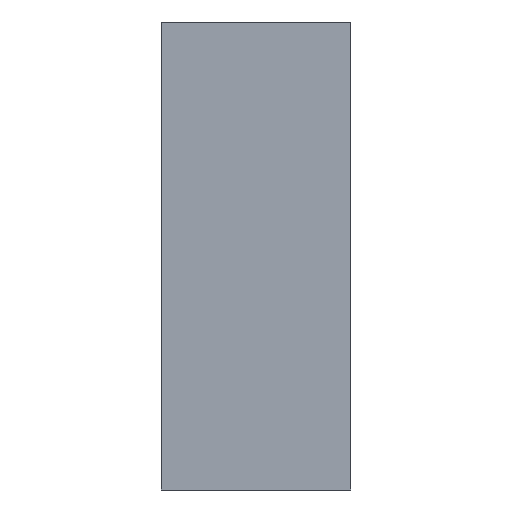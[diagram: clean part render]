
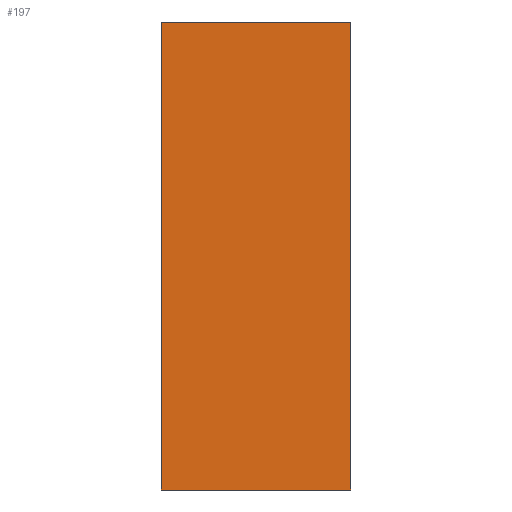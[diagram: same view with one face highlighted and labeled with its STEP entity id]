
A CAD part, left-side view. The second image highlights one B-rep face of the part: STEP entity #197.
In plain terms, the highlighted planar face has unit normal (-1, 0, 0).
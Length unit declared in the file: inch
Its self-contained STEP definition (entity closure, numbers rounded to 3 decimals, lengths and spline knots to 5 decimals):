
#25=PLANE('',#238);
#36=FACE_OUTER_BOUND('',#48,.T.);
#48=EDGE_LOOP('',(#164,#165,#166,#167));
#68=LINE('',#338,#84);
#69=LINE('',#341,#85);
#70=LINE('',#343,#86);
#71=LINE('',#344,#87);
#84=VECTOR('',#284,0.3937);
#85=VECTOR('',#287,0.3937);
#86=VECTOR('',#288,0.3937);
#87=VECTOR('',#289,0.3937);
#110=VERTEX_POINT('',#334);
#111=VERTEX_POINT('',#336);
#112=VERTEX_POINT('',#340);
#113=VERTEX_POINT('',#342);
#132=EDGE_CURVE('',#110,#111,#68,.T.);
#133=EDGE_CURVE('',#110,#112,#69,.T.);
#134=EDGE_CURVE('',#113,#111,#70,.T.);
#135=EDGE_CURVE('',#112,#113,#71,.T.);
#164=ORIENTED_EDGE('',*,*,#133,.F.);
#165=ORIENTED_EDGE('',*,*,#132,.T.);
#166=ORIENTED_EDGE('',*,*,#134,.F.);
#167=ORIENTED_EDGE('',*,*,#135,.F.);
#197=ADVANCED_FACE('',(#36),#25,.T.);
#238=AXIS2_PLACEMENT_3D('',#339,#285,#286);
#284=DIRECTION('',(0.,-1.,0.));
#285=DIRECTION('center_axis',(-1.,0.,0.));
#286=DIRECTION('ref_axis',(0.,0.,-1.));
#287=DIRECTION('',(0.,0.,1.));
#288=DIRECTION('',(0.,0.,-1.));
#289=DIRECTION('',(0.,-1.,0.));
#334=CARTESIAN_POINT('',(0.385,0.,-0.37));
#336=CARTESIAN_POINT('',(0.385,-0.15,-0.37));
#338=CARTESIAN_POINT('',(0.385,0.,-0.37));
#339=CARTESIAN_POINT('Origin',(0.385,0.,0.));
#340=CARTESIAN_POINT('',(0.385,0.,0.));
#341=CARTESIAN_POINT('',(0.385,0.,-0.37));
#342=CARTESIAN_POINT('',(0.385,-0.15,0.));
#343=CARTESIAN_POINT('',(0.385,-0.15,-0.37));
#344=CARTESIAN_POINT('',(0.385,0.,0.));
